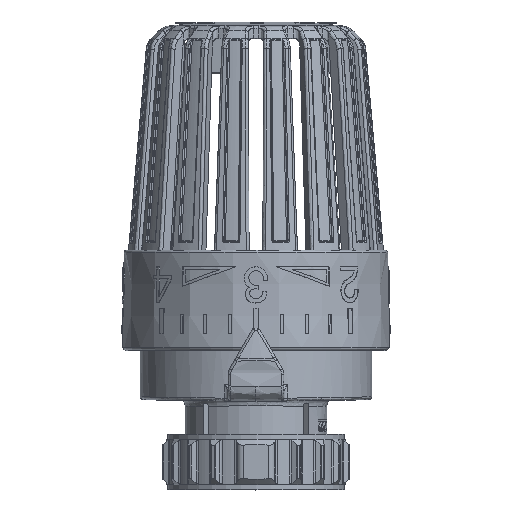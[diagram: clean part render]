
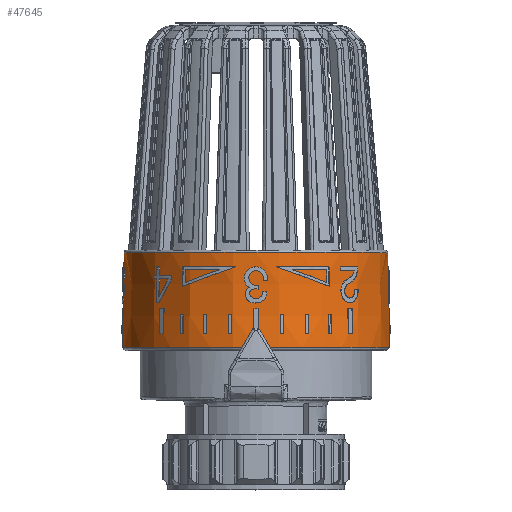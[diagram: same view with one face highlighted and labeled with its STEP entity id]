
A CAD part, top view. The second image highlights one B-rep face of the part: STEP entity #47645.
In plain terms, the highlighted conical face has half-angle 1 degrees and reference radius 23.851 mm.
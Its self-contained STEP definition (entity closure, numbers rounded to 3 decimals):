
#1381=CARTESIAN_POINT('',(0.,38.607,0.));
#1382=DIRECTION('',(0.,1.,0.));
#1383=DIRECTION('',(-1.,0.,0.));
#1384=AXIS2_PLACEMENT_3D('',#1381,#1382,#1383);
#1391=CARTESIAN_POINT('',(0.,21.5,0.));
#1392=DIRECTION('',(0.,1.,0.));
#1393=DIRECTION('',(-1.,0.,0.));
#1394=AXIS2_PLACEMENT_3D('',#1391,#1392,#1393);
#1396=DIRECTION('',(-0.017,-1.,0.));
#1397=VECTOR('',#1396,17.11);
#1398=CARTESIAN_POINT('',(-23.701,38.607,0.));
#1399=LINE('',#1398,#1397);
#1400=DIRECTION('',(0.017,-1.,0.));
#1401=VECTOR('',#1400,17.11);
#1402=CARTESIAN_POINT('',(23.701,38.607,0.));
#1403=LINE('',#1402,#1401);
#42160=CARTESIAN_POINT('',(-24.,21.5,0.));
#42161=CARTESIAN_POINT('',(24.,21.5,0.));
#42162=VERTEX_POINT('',#42160);
#42163=VERTEX_POINT('',#42161);
#42210=CARTESIAN_POINT('',(23.701,38.607,0.));
#42211=CARTESIAN_POINT('',(-23.701,38.607,0.));
#42212=VERTEX_POINT('',#42210);
#42213=VERTEX_POINT('',#42211);
#47631=CARTESIAN_POINT('',(0.,30.053,0.));
#47632=DIRECTION('',(0.,-1.,0.));
#47633=DIRECTION('',(-1.,0.,0.));
#47634=AXIS2_PLACEMENT_3D('',#47631,#47632,#47633);
#47635=CONICAL_SURFACE('',#47634,23.851,1.);
#47637=ORIENTED_EDGE('',*,*,#47636,.F.);
#47639=ORIENTED_EDGE('',*,*,#47638,.F.);
#47640=ORIENTED_EDGE('',*,*,#47625,.T.);
#47642=ORIENTED_EDGE('',*,*,#47641,.T.);
#47643=EDGE_LOOP('',(#47637,#47639,#47640,#47642));
#47644=FACE_OUTER_BOUND('',#47643,.F.);
#47645=ADVANCED_FACE('',(#47644),#47635,.T.);
#1385=CIRCLE('',#1384,23.701);
#1395=CIRCLE('',#1394,24.);
#47625=EDGE_CURVE('',#42213,#42212,#1385,.T.);
#47636=EDGE_CURVE('',#42162,#42163,#1395,.T.);
#47638=EDGE_CURVE('',#42213,#42162,#1399,.T.);
#47641=EDGE_CURVE('',#42212,#42163,#1403,.T.);
